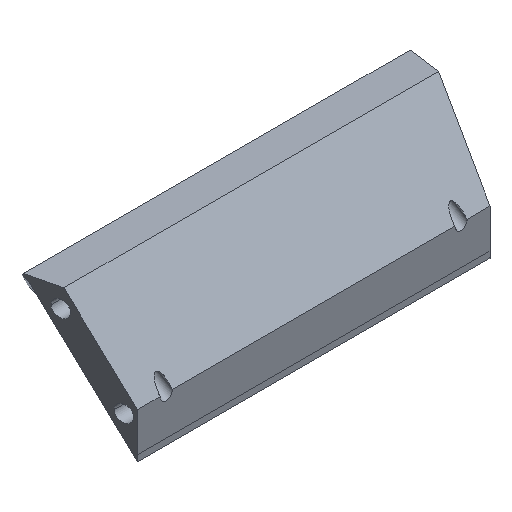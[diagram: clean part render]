
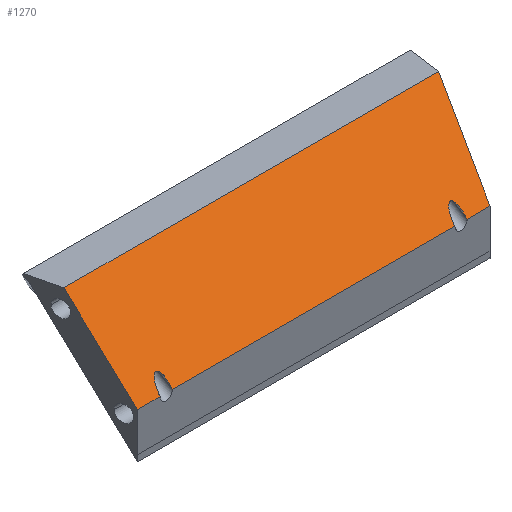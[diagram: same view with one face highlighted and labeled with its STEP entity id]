
A CAD part, isometric view. The second image highlights one B-rep face of the part: STEP entity #1270.
In plain terms, the highlighted planar face has unit normal (0, -0.788, 0.616).
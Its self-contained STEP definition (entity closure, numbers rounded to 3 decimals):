
#149=CARTESIAN_POINT('Vertex',(-50.622,12.2,-46.903)) ;
#152=CARTESIAN_POINT('Line Origine',(-52.201,21.156,-35.439)) ;
#156=CARTESIAN_POINT('Vertex',(-53.781,30.113,-23.976)) ;
#352=CARTESIAN_POINT('Vertex',(53.781,30.113,-23.976)) ;
#355=CARTESIAN_POINT('Line Origine',(52.201,21.156,-35.439)) ;
#359=CARTESIAN_POINT('Vertex',(50.622,12.2,-46.903)) ;
#653=CARTESIAN_POINT('Vertex',(44.05,12.346,-46.717)) ;
#657=CARTESIAN_POINT('Control Point',(40.55,12.346,-46.717)) ;
#658=CARTESIAN_POINT('Control Point',(40.55,12.642,-46.337)) ;
#659=CARTESIAN_POINT('Control Point',(40.573,12.938,-45.958)) ;
#660=CARTESIAN_POINT('Control Point',(40.62,13.234,-45.58)) ;
#661=CARTESIAN_POINT('Control Point',(40.74,13.726,-44.95)) ;
#662=CARTESIAN_POINT('Control Point',(40.953,14.204,-44.337)) ;
#663=CARTESIAN_POINT('Control Point',(41.056,14.393,-44.096)) ;
#664=CARTESIAN_POINT('Control Point',(41.212,14.626,-43.798)) ;
#665=CARTESIAN_POINT('Control Point',(41.425,14.839,-43.525)) ;
#666=CARTESIAN_POINT('Control Point',(41.471,14.881,-43.472)) ;
#667=CARTESIAN_POINT('Control Point',(41.574,14.967,-43.361)) ;
#668=CARTESIAN_POINT('Control Point',(41.692,15.046,-43.26)) ;
#669=CARTESIAN_POINT('Control Point',(41.76,15.085,-43.21)) ;
#670=CARTESIAN_POINT('Control Point',(41.897,15.151,-43.125)) ;
#671=CARTESIAN_POINT('Control Point',(42.054,15.197,-43.067)) ;
#672=CARTESIAN_POINT('Control Point',(42.131,15.213,-43.047)) ;
#673=CARTESIAN_POINT('Control Point',(42.334,15.234,-43.02)) ;
#674=CARTESIAN_POINT('Control Point',(42.537,15.206,-43.056)) ;
#675=CARTESIAN_POINT('Control Point',(42.651,15.172,-43.099)) ;
#676=CARTESIAN_POINT('Control Point',(42.825,15.098,-43.194)) ;
#677=CARTESIAN_POINT('Control Point',(42.972,15.004,-43.314)) ;
#678=CARTESIAN_POINT('Control Point',(43.03,14.963,-43.367)) ;
#679=CARTESIAN_POINT('Control Point',(43.25,14.784,-43.595)) ;
#680=CARTESIAN_POINT('Control Point',(43.414,14.582,-43.854)) ;
#681=CARTESIAN_POINT('Control Point',(43.52,14.426,-44.054)) ;
#682=CARTESIAN_POINT('Control Point',(43.797,13.928,-44.691)) ;
#683=CARTESIAN_POINT('Control Point',(43.949,13.409,-45.356)) ;
#684=CARTESIAN_POINT('Control Point',(44.017,13.056,-45.807)) ;
#685=CARTESIAN_POINT('Control Point',(44.05,12.701,-46.262)) ;
#686=CARTESIAN_POINT('Control Point',(44.05,12.346,-46.717)) ;
#687=CARTESIAN_POINT('Vertex',(40.55,12.346,-46.717)) ;
#704=CARTESIAN_POINT('Control Point',(40.552,12.2,-46.903)) ;
#705=CARTESIAN_POINT('Control Point',(40.551,12.249,-46.841)) ;
#706=CARTESIAN_POINT('Control Point',(40.55,12.297,-46.779)) ;
#707=CARTESIAN_POINT('Control Point',(40.55,12.346,-46.717)) ;
#708=CARTESIAN_POINT('Vertex',(40.552,12.2,-46.903)) ;
#727=CARTESIAN_POINT('Vertex',(44.048,12.2,-46.903)) ;
#731=CARTESIAN_POINT('Control Point',(44.048,12.2,-46.903)) ;
#732=CARTESIAN_POINT('Control Point',(44.049,12.249,-46.841)) ;
#733=CARTESIAN_POINT('Control Point',(44.05,12.297,-46.779)) ;
#734=CARTESIAN_POINT('Control Point',(44.05,12.346,-46.717)) ;
#923=CARTESIAN_POINT('Vertex',(-44.05,12.346,-46.717)) ;
#927=CARTESIAN_POINT('Control Point',(-44.048,12.2,-46.903)) ;
#928=CARTESIAN_POINT('Control Point',(-44.049,12.249,-46.841)) ;
#929=CARTESIAN_POINT('Control Point',(-44.05,12.297,-46.779)) ;
#930=CARTESIAN_POINT('Control Point',(-44.05,12.346,-46.717)) ;
#931=CARTESIAN_POINT('Vertex',(-44.048,12.2,-46.903)) ;
#950=CARTESIAN_POINT('Vertex',(-40.552,12.2,-46.903)) ;
#954=CARTESIAN_POINT('Control Point',(-40.552,12.2,-46.903)) ;
#955=CARTESIAN_POINT('Control Point',(-40.551,12.249,-46.841)) ;
#956=CARTESIAN_POINT('Control Point',(-40.55,12.297,-46.779)) ;
#957=CARTESIAN_POINT('Control Point',(-40.55,12.346,-46.717)) ;
#958=CARTESIAN_POINT('Vertex',(-40.55,12.346,-46.717)) ;
#977=CARTESIAN_POINT('Control Point',(-44.05,12.346,-46.717)) ;
#978=CARTESIAN_POINT('Control Point',(-44.05,12.642,-46.337)) ;
#979=CARTESIAN_POINT('Control Point',(-44.027,12.938,-45.958)) ;
#980=CARTESIAN_POINT('Control Point',(-43.98,13.234,-45.58)) ;
#981=CARTESIAN_POINT('Control Point',(-43.86,13.726,-44.95)) ;
#982=CARTESIAN_POINT('Control Point',(-43.647,14.204,-44.337)) ;
#983=CARTESIAN_POINT('Control Point',(-43.544,14.393,-44.096)) ;
#984=CARTESIAN_POINT('Control Point',(-43.388,14.626,-43.798)) ;
#985=CARTESIAN_POINT('Control Point',(-43.175,14.839,-43.525)) ;
#986=CARTESIAN_POINT('Control Point',(-43.129,14.881,-43.472)) ;
#987=CARTESIAN_POINT('Control Point',(-43.026,14.967,-43.361)) ;
#988=CARTESIAN_POINT('Control Point',(-42.908,15.046,-43.26)) ;
#989=CARTESIAN_POINT('Control Point',(-42.84,15.085,-43.21)) ;
#990=CARTESIAN_POINT('Control Point',(-42.703,15.151,-43.125)) ;
#991=CARTESIAN_POINT('Control Point',(-42.546,15.197,-43.067)) ;
#992=CARTESIAN_POINT('Control Point',(-42.469,15.213,-43.047)) ;
#993=CARTESIAN_POINT('Control Point',(-42.266,15.234,-43.02)) ;
#994=CARTESIAN_POINT('Control Point',(-42.063,15.206,-43.056)) ;
#995=CARTESIAN_POINT('Control Point',(-41.949,15.172,-43.099)) ;
#996=CARTESIAN_POINT('Control Point',(-41.775,15.098,-43.194)) ;
#997=CARTESIAN_POINT('Control Point',(-41.628,15.004,-43.314)) ;
#998=CARTESIAN_POINT('Control Point',(-41.57,14.963,-43.367)) ;
#999=CARTESIAN_POINT('Control Point',(-41.35,14.784,-43.595)) ;
#1000=CARTESIAN_POINT('Control Point',(-41.186,14.582,-43.854)) ;
#1001=CARTESIAN_POINT('Control Point',(-41.08,14.426,-44.054)) ;
#1002=CARTESIAN_POINT('Control Point',(-40.803,13.928,-44.691)) ;
#1003=CARTESIAN_POINT('Control Point',(-40.651,13.409,-45.356)) ;
#1004=CARTESIAN_POINT('Control Point',(-40.583,13.056,-45.807)) ;
#1005=CARTESIAN_POINT('Control Point',(-40.55,12.701,-46.262)) ;
#1006=CARTESIAN_POINT('Control Point',(-40.55,12.346,-46.717)) ;
#1220=CARTESIAN_POINT('Line Origine',(-47.335,12.2,-46.903)) ;
#1225=CARTESIAN_POINT('Line Origine',(47.335,12.2,-46.903)) ;
#1230=CARTESIAN_POINT('Line Origine',(0.,12.2,-46.903)) ;
#1246=CARTESIAN_POINT('Axis2P3D Location',(0.,12.2,-46.903)) ;
#1251=CARTESIAN_POINT('Line Origine',(0.,30.113,-23.976)) ;
#153=DIRECTION('Vector Direction',(-0.108,0.612,0.783)) ;
#356=DIRECTION('Vector Direction',(0.108,0.612,0.783)) ;
#1221=DIRECTION('Vector Direction',(1.,0.,0.)) ;
#1226=DIRECTION('Vector Direction',(1.,0.,0.)) ;
#1231=DIRECTION('Vector Direction',(1.,0.,0.)) ;
#1247=DIRECTION('Axis2P3D Direction',(0.,0.788,-0.616)) ;
#1248=DIRECTION('Axis2P3D XDirection',(0.,0.616,0.788)) ;
#1252=DIRECTION('Vector Direction',(-1.,0.,0.)) ;
#1249=AXIS2_PLACEMENT_3D('Plane Axis2P3D',#1246,#1247,#1248) ;
#1257=ORIENTED_EDGE('',*,*,#710,.T.) ;
#1258=ORIENTED_EDGE('',*,*,#689,.T.) ;
#1259=ORIENTED_EDGE('',*,*,#735,.F.) ;
#1260=ORIENTED_EDGE('',*,*,#1229,.T.) ;
#1261=ORIENTED_EDGE('',*,*,#361,.T.) ;
#1262=ORIENTED_EDGE('',*,*,#1255,.F.) ;
#1263=ORIENTED_EDGE('',*,*,#158,.F.) ;
#1264=ORIENTED_EDGE('',*,*,#1224,.T.) ;
#1265=ORIENTED_EDGE('',*,*,#933,.T.) ;
#1266=ORIENTED_EDGE('',*,*,#1007,.T.) ;
#1267=ORIENTED_EDGE('',*,*,#960,.F.) ;
#1268=ORIENTED_EDGE('',*,*,#1234,.T.) ;
#154=VECTOR('Line Direction',#153,1.) ;
#357=VECTOR('Line Direction',#356,1.) ;
#1222=VECTOR('Line Direction',#1221,1.) ;
#1227=VECTOR('Line Direction',#1226,1.) ;
#1232=VECTOR('Line Direction',#1231,1.) ;
#1253=VECTOR('Line Direction',#1252,1.) ;
#1270=ADVANCED_FACE('Corps principal',(#1269),#1250,.F.) ;
#656=B_SPLINE_CURVE_WITH_KNOTS('',5,(#657,#658,#659,#660,#661,#662,#663,#664,#665,#666,#667,#668,#669,#670,#671,#672,#673,#674,#675,#676,#677,#678,#679,#680,#681,#682,#683,#684,#685,#686),.UNSPECIFIED.,.F.,.U.,(6,3,3,3,3,3,3,3,3,6),(0.,3.405,5.696,6.274,6.927,7.495,8.363,8.985,10.934,15.014),.UNSPECIFIED.) ;
#703=B_SPLINE_CURVE_WITH_KNOTS('',3,(#704,#705,#706,#707),.UNSPECIFIED.,.F.,.U.,(4,4),(0.,0.335),.UNSPECIFIED.) ;
#730=B_SPLINE_CURVE_WITH_KNOTS('',3,(#731,#732,#733,#734),.UNSPECIFIED.,.F.,.U.,(4,4),(0.,0.335),.UNSPECIFIED.) ;
#926=B_SPLINE_CURVE_WITH_KNOTS('',3,(#927,#928,#929,#930),.UNSPECIFIED.,.F.,.U.,(4,4),(0.,0.335),.UNSPECIFIED.) ;
#953=B_SPLINE_CURVE_WITH_KNOTS('',3,(#954,#955,#956,#957),.UNSPECIFIED.,.F.,.U.,(4,4),(0.,0.335),.UNSPECIFIED.) ;
#976=B_SPLINE_CURVE_WITH_KNOTS('',5,(#977,#978,#979,#980,#981,#982,#983,#984,#985,#986,#987,#988,#989,#990,#991,#992,#993,#994,#995,#996,#997,#998,#999,#1000,#1001,#1002,#1003,#1004,#1005,#1006),.UNSPECIFIED.,.F.,.U.,(6,3,3,3,3,3,3,3,3,6),(0.,3.405,5.696,6.274,6.927,7.495,8.363,8.985,10.934,15.014),.UNSPECIFIED.) ;
#158=EDGE_CURVE('',#150,#157,#155,.T.) ;
#361=EDGE_CURVE('',#360,#353,#358,.T.) ;
#689=EDGE_CURVE('',#688,#654,#656,.T.) ;
#710=EDGE_CURVE('',#709,#688,#703,.T.) ;
#735=EDGE_CURVE('',#728,#654,#730,.T.) ;
#933=EDGE_CURVE('',#932,#924,#926,.T.) ;
#960=EDGE_CURVE('',#951,#959,#953,.T.) ;
#1007=EDGE_CURVE('',#924,#959,#976,.T.) ;
#1224=EDGE_CURVE('',#150,#932,#1223,.T.) ;
#1229=EDGE_CURVE('',#728,#360,#1228,.T.) ;
#1234=EDGE_CURVE('',#951,#709,#1233,.T.) ;
#1255=EDGE_CURVE('',#157,#353,#1254,.F.) ;
#1256=EDGE_LOOP('',(#1257,#1258,#1259,#1260,#1261,#1262,#1263,#1264,#1265,#1266,#1267,#1268)) ;
#1269=FACE_OUTER_BOUND('',#1256,.T.) ;
#155=LINE('Line',#152,#154) ;
#358=LINE('Line',#355,#357) ;
#1223=LINE('Line',#1220,#1222) ;
#1228=LINE('Line',#1225,#1227) ;
#1233=LINE('Line',#1230,#1232) ;
#1254=LINE('Line',#1251,#1253) ;
#1250=PLANE('',#1249) ;
#150=VERTEX_POINT('',#149) ;
#157=VERTEX_POINT('',#156) ;
#353=VERTEX_POINT('',#352) ;
#360=VERTEX_POINT('',#359) ;
#654=VERTEX_POINT('',#653) ;
#688=VERTEX_POINT('',#687) ;
#709=VERTEX_POINT('',#708) ;
#728=VERTEX_POINT('',#727) ;
#924=VERTEX_POINT('',#923) ;
#932=VERTEX_POINT('',#931) ;
#951=VERTEX_POINT('',#950) ;
#959=VERTEX_POINT('',#958) ;
